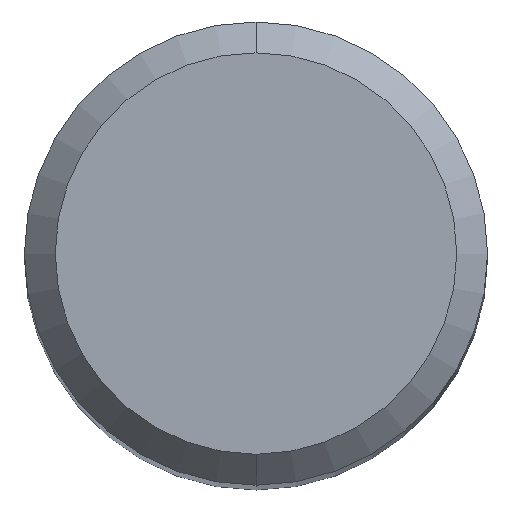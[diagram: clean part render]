
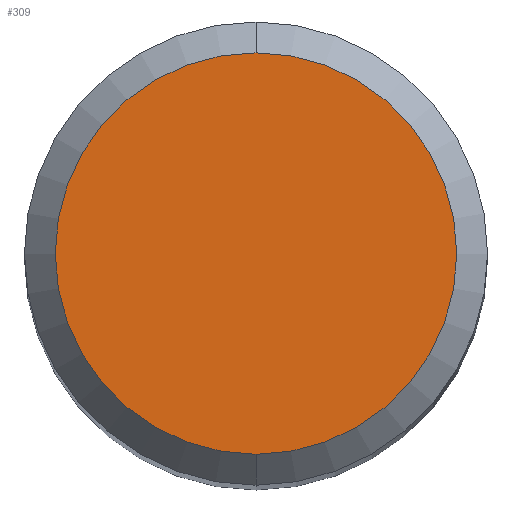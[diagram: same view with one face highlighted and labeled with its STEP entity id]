
A CAD part, top view. The second image highlights one B-rep face of the part: STEP entity #309.
In plain terms, the highlighted planar face has unit normal (0, 0, 1).
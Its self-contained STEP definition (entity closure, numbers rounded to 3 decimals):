
#309=ADVANCED_FACE('',(#615),#616,.T.);
#349=EDGE_CURVE('',#391,#425,#659,.T.);
#361=EDGE_CURVE('',#425,#391,#672,.T.);
#391=VERTEX_POINT('',#705);
#425=VERTEX_POINT('',#740);
#615=FACE_OUTER_BOUND('',#1126,.T.);
#616=PLANE('',#1127);
#659=CIRCLE('',#1190,2.6);
#672=CIRCLE('',#1208,2.6);
#705=CARTESIAN_POINT('',(0.0,2.6,0.0));
#740=CARTESIAN_POINT('',(0.,-2.6,0.0));
#1126=EDGE_LOOP('',(#1546,#1547));
#1127=AXIS2_PLACEMENT_3D('',#1548,#1549,#1550);
#1190=AXIS2_PLACEMENT_3D('',#1587,#1588,#1589);
#1208=AXIS2_PLACEMENT_3D('',#1600,#1601,#1602);
#1546=ORIENTED_EDGE('',*,*,#349,.F.);
#1547=ORIENTED_EDGE('',*,*,#361,.F.);
#1548=CARTESIAN_POINT('',(0.0,1.3,0.0));
#1549=DIRECTION('',(-0.0,0.0,1.0));
#1550=DIRECTION('',(0.0,-1.0,0.0));
#1587=CARTESIAN_POINT('',(0.0,0.0,0.0));
#1588=DIRECTION('',(0.0,0.0,-1.0));
#1589=DIRECTION('',(0.0,1.0,0.0));
#1600=CARTESIAN_POINT('',(0.0,0.0,0.0));
#1601=DIRECTION('',(0.0,0.0,-1.0));
#1602=DIRECTION('',(0.0,1.0,0.0));
